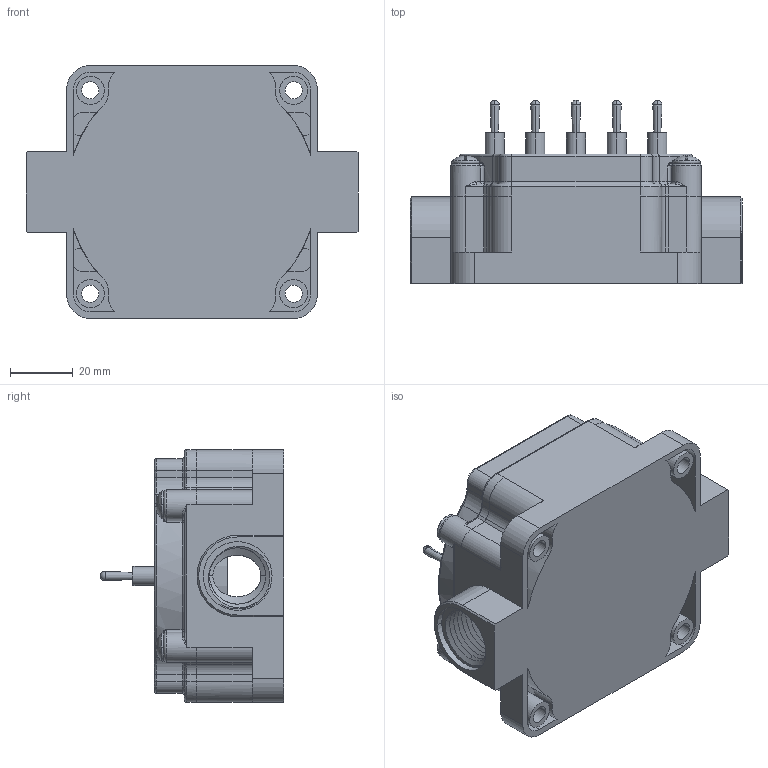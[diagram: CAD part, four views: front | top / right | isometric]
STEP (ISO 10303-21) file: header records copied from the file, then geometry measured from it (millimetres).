
FILE_DESCRIPTION((''),'2;1');
FILE_NAME('152684_SW','2010-06-14T',('banengservice'),('BANNER ENGINEERING'),'PRO/ENGINEER BY PARAMETRIC TECHNOLOGY CORPORATION, 2009141','PRO/ENGINEER BY PARAMETRIC TECHNOLOGY CORPORATION, 2009141','');
FILE_SCHEMA(('CONFIG_CONTROL_DESIGN'));
Length unit declared in the file: inch
Products named in the file (1): 152684_SW
Bounding box: 106.14 x 58.58 x 80.85 mm (x, y, z)
Volume: 79553.4 mm3; surface area: 66401.2 mm2
Topology: 1 solids, 1 shells, 929 faces, 2333 edges, 1467 vertices
Faces by surface type: plane 402, cylinder 256, torus 130, cone 63, sphere 40, bspline 38
Entity records: 34739 total; most frequent: CARTESIAN_POINT 12254, DIRECTION 4825, ORIENTED_EDGE 4646, EDGE_CURVE 2323, AXIS2_PLACEMENT_3D 1824, VERTEX_POINT 1467, VECTOR 1177, LINE 1177
